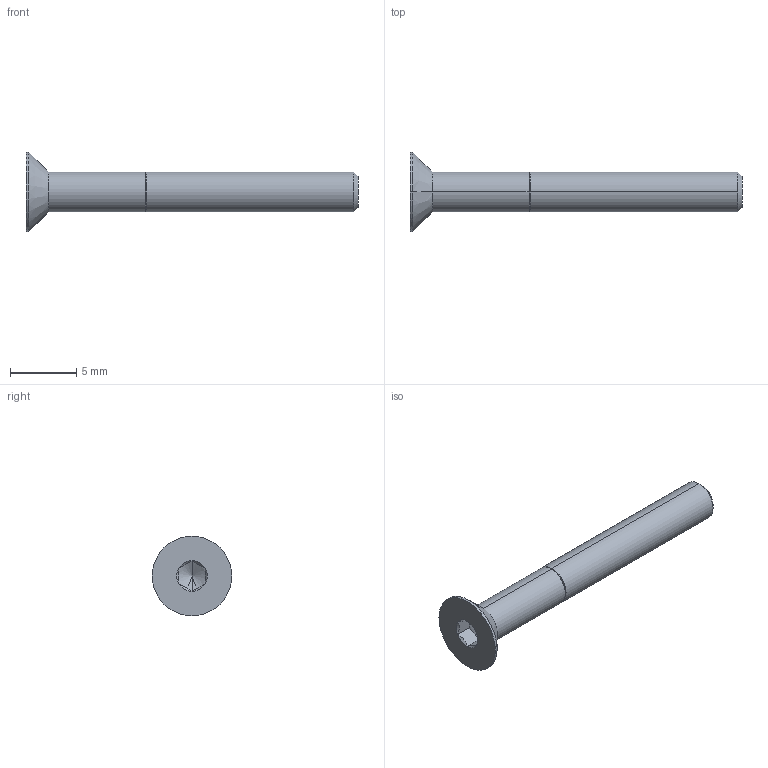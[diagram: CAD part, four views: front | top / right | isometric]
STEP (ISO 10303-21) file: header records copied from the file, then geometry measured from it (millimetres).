
FILE_DESCRIPTION(('starvars output'),'2;1');
FILE_NAME('cv20160718155430000019933.stp','15:54:30 2016/07/18',( 'Thomas Industrial Network Germany GmbH'),( 'Thomas Industrial Network Germany GmbH'),'unknown preprocess','ACIS' ,'unknown authorization');
FILE_SCHEMA(('AUTOMOTIVE_DESIGN_CC2 {UNKNOWN IMPLEMENTATION LEVEL}'));
Length unit declared in the file: millimetre
Products named in the file (1): PRODUCT_ID_1
Bounding box: 25 x 6 x 6 mm (x, y, z)
Volume: 189.5 mm3; surface area: 300.2 mm2
Topology: 1 solids, 1 shells, 30 faces, 64 edges, 35 vertices
Faces by surface type: cone 16, plane 8, cylinder 6
Entity records: 946 total; most frequent: CARTESIAN_POINT 136, ORIENTED_EDGE 124, DIRECTION 72, EDGE_CURVE 62, VERTEX_POINT 35, EDGE_LOOP 31, FACE_BOUND 31, STYLED_ITEM 31
